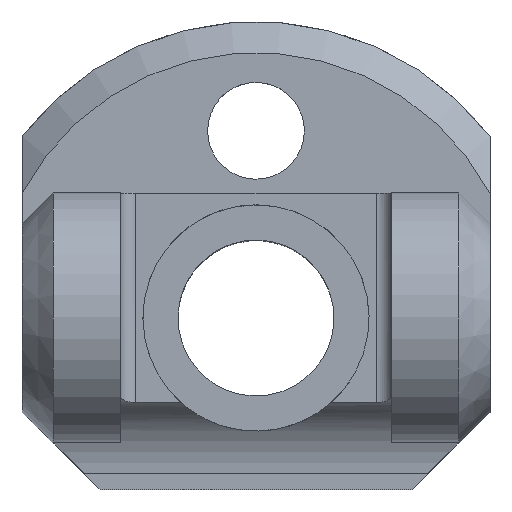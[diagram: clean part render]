
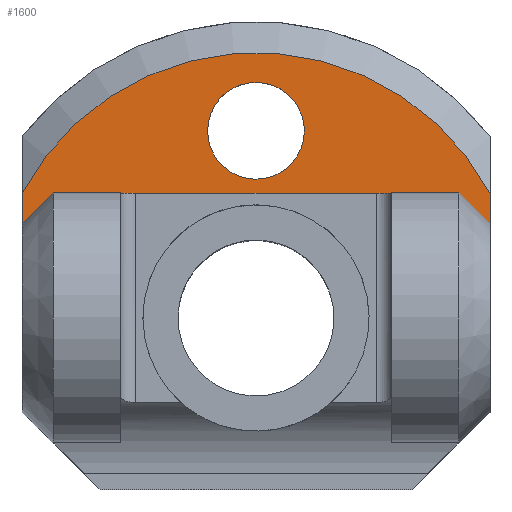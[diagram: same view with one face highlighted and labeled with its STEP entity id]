
A CAD part, top view. The second image highlights one B-rep face of the part: STEP entity #1600.
In plain terms, the highlighted planar face has unit normal (0, 0, 1).
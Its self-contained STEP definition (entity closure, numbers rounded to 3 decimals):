
#306=CARTESIAN_POINT('Vertex',(15.,8.,25.)) ;
#309=CARTESIAN_POINT('Line Origine',(15.,7.,25.)) ;
#313=CARTESIAN_POINT('Vertex',(15.,6.,25.)) ;
#455=CARTESIAN_POINT('Vertex',(-15.,6.,25.)) ;
#458=CARTESIAN_POINT('Line Origine',(-15.,7.,25.)) ;
#462=CARTESIAN_POINT('Vertex',(-15.,8.,25.)) ;
#889=CARTESIAN_POINT('Line Origine',(14.,7.,25.)) ;
#893=CARTESIAN_POINT('Vertex',(13.,8.,25.)) ;
#1049=CARTESIAN_POINT('Line Origine',(0.,8.,25.)) ;
#1053=CARTESIAN_POINT('Vertex',(-13.,8.,25.)) ;
#1098=CARTESIAN_POINT('Axis2P3D Location',(0.,0.,25.)) ;
#1356=CARTESIAN_POINT('Vertex',(-2.721,10.514,25.)) ;
#1359=CARTESIAN_POINT('Axis2P3D Location',(0.,12.,25.)) ;
#1363=CARTESIAN_POINT('Vertex',(2.721,13.486,25.)) ;
#1378=CARTESIAN_POINT('Axis2P3D Location',(0.,12.,25.)) ;
#1460=CARTESIAN_POINT('Line Origine',(-14.,7.,25.)) ;
#1583=CARTESIAN_POINT('Axis2P3D Location',(0.,0.,25.)) ;
#310=DIRECTION('Vector Direction',(0.,1.,0.)) ;
#459=DIRECTION('Vector Direction',(0.,1.,0.)) ;
#890=DIRECTION('Vector Direction',(0.707,-0.707,0.)) ;
#1050=DIRECTION('Vector Direction',(-1.,0.,0.)) ;
#1099=DIRECTION('Axis2P3D Direction',(0.,0.,-1.)) ;
#1100=DIRECTION('Axis2P3D XDirection',(1.,0.,0.)) ;
#1360=DIRECTION('Axis2P3D Direction',(0.,-0.,1.)) ;
#1379=DIRECTION('Axis2P3D Direction',(0.,-0.,1.)) ;
#1461=DIRECTION('Vector Direction',(-0.707,-0.707,0.)) ;
#1584=DIRECTION('Axis2P3D Direction',(0.,0.,-1.)) ;
#1101=AXIS2_PLACEMENT_3D('Plane Axis2P3D',#1098,#1099,#1100) ;
#1361=AXIS2_PLACEMENT_3D('Circle Axis2P3D',#1359,#1360,$) ;
#1380=AXIS2_PLACEMENT_3D('Circle Axis2P3D',#1378,#1379,$) ;
#1585=AXIS2_PLACEMENT_3D('Circle Axis2P3D',#1583,#1584,$) ;
#1589=ORIENTED_EDGE('',*,*,#1055,.F.) ;
#1590=ORIENTED_EDGE('',*,*,#895,.F.) ;
#1591=ORIENTED_EDGE('',*,*,#315,.T.) ;
#1592=ORIENTED_EDGE('',*,*,#1587,.F.) ;
#1593=ORIENTED_EDGE('',*,*,#464,.T.) ;
#1594=ORIENTED_EDGE('',*,*,#1464,.F.) ;
#1597=ORIENTED_EDGE('',*,*,#1365,.T.) ;
#1598=ORIENTED_EDGE('',*,*,#1382,.T.) ;
#1599=FACE_BOUND('',#1596,.T.) ;
#311=VECTOR('Line Direction',#310,1.) ;
#460=VECTOR('Line Direction',#459,1.) ;
#891=VECTOR('Line Direction',#890,1.) ;
#1051=VECTOR('Line Direction',#1050,1.) ;
#1462=VECTOR('Line Direction',#1461,1.) ;
#1600=ADVANCED_FACE('Corps principal',(#1595,#1599),#1102,.F.) ;
#1362=CIRCLE('generated circle',#1361,3.1) ;
#1381=CIRCLE('generated circle',#1380,3.1) ;
#1586=CIRCLE('generated circle',#1585,17.) ;
#315=EDGE_CURVE('',#314,#307,#312,.T.) ;
#464=EDGE_CURVE('',#463,#456,#461,.F.) ;
#895=EDGE_CURVE('',#314,#894,#892,.F.) ;
#1055=EDGE_CURVE('',#894,#1054,#1052,.T.) ;
#1365=EDGE_CURVE('',#1364,#1357,#1362,.F.) ;
#1382=EDGE_CURVE('',#1357,#1364,#1381,.F.) ;
#1464=EDGE_CURVE('',#1054,#456,#1463,.T.) ;
#1587=EDGE_CURVE('',#463,#307,#1586,.T.) ;
#1588=EDGE_LOOP('',(#1589,#1590,#1591,#1592,#1593,#1594)) ;
#1596=EDGE_LOOP('',(#1597,#1598)) ;
#1595=FACE_OUTER_BOUND('',#1588,.T.) ;
#312=LINE('Line',#309,#311) ;
#461=LINE('Line',#458,#460) ;
#892=LINE('Line',#889,#891) ;
#1052=LINE('Line',#1049,#1051) ;
#1463=LINE('Line',#1460,#1462) ;
#1102=PLANE('',#1101) ;
#307=VERTEX_POINT('',#306) ;
#314=VERTEX_POINT('',#313) ;
#456=VERTEX_POINT('',#455) ;
#463=VERTEX_POINT('',#462) ;
#894=VERTEX_POINT('',#893) ;
#1054=VERTEX_POINT('',#1053) ;
#1357=VERTEX_POINT('',#1356) ;
#1364=VERTEX_POINT('',#1363) ;
